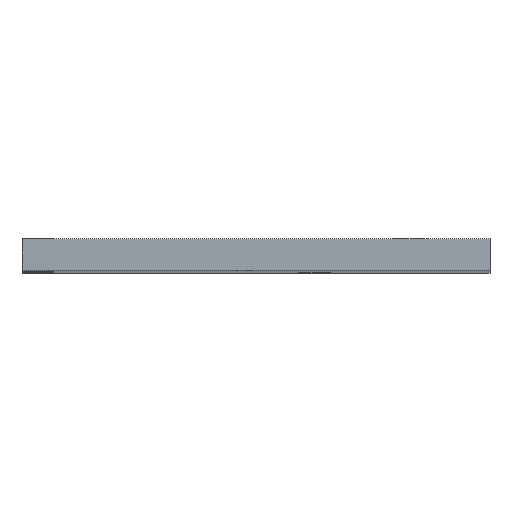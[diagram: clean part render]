
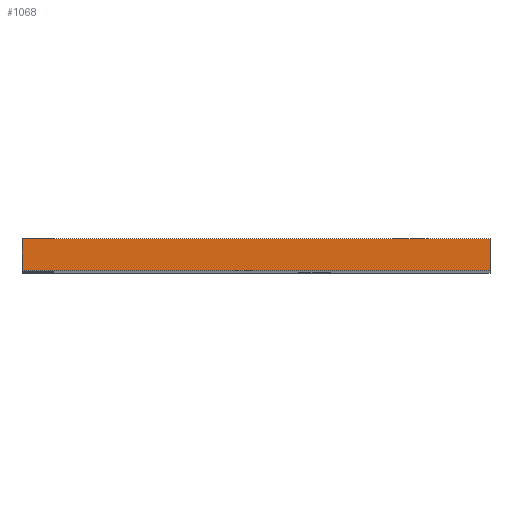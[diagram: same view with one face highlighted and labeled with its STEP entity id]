
A CAD part, top view. The second image highlights one B-rep face of the part: STEP entity #1068.
In plain terms, the highlighted planar face has unit normal (0, 0, 1).
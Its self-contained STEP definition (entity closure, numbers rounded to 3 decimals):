
#47=FACE_OUTER_BOUND('',#100,.T.);
#100=EDGE_LOOP('',(#736,#737,#738,#739));
#179=LINE('',#1514,#326);
#180=LINE('',#1516,#327);
#181=LINE('',#1518,#328);
#182=LINE('',#1519,#329);
#326=VECTOR('',#1239,10.);
#327=VECTOR('',#1240,10.);
#328=VECTOR('',#1241,10.);
#329=VECTOR('',#1242,10.);
#465=VERTEX_POINT('',#1512);
#466=VERTEX_POINT('',#1513);
#467=VERTEX_POINT('',#1515);
#468=VERTEX_POINT('',#1517);
#575=EDGE_CURVE('',#465,#466,#179,.T.);
#576=EDGE_CURVE('',#467,#465,#180,.T.);
#577=EDGE_CURVE('',#468,#467,#181,.T.);
#578=EDGE_CURVE('',#466,#468,#182,.T.);
#736=ORIENTED_EDGE('',*,*,#575,.F.);
#737=ORIENTED_EDGE('',*,*,#576,.F.);
#738=ORIENTED_EDGE('',*,*,#577,.F.);
#739=ORIENTED_EDGE('',*,*,#578,.F.);
#1018=PLANE('',#1144);
#1068=ADVANCED_FACE('',(#47),#1018,.F.);
#1144=AXIS2_PLACEMENT_3D('',#1511,#1237,#1238);
#1237=DIRECTION('center_axis',(0.,0.,-1.));
#1238=DIRECTION('ref_axis',(-1.,0.,0.));
#1239=DIRECTION('',(1.,0.,0.));
#1240=DIRECTION('',(0.,1.,0.));
#1241=DIRECTION('',(-1.,0.,0.));
#1242=DIRECTION('',(0.,-1.,0.));
#1511=CARTESIAN_POINT('Origin',(119.,0.,85.));
#1512=CARTESIAN_POINT('',(60.3,4.,85.));
#1513=CARTESIAN_POINT('',(119.,4.,85.));
#1514=CARTESIAN_POINT('',(59.5,4.,85.));
#1515=CARTESIAN_POINT('',(60.3,0.,85.));
#1516=CARTESIAN_POINT('',(60.3,0.,85.));
#1517=CARTESIAN_POINT('',(119.,0.,85.));
#1518=CARTESIAN_POINT('',(59.5,0.,85.));
#1519=CARTESIAN_POINT('',(119.,0.,85.));
